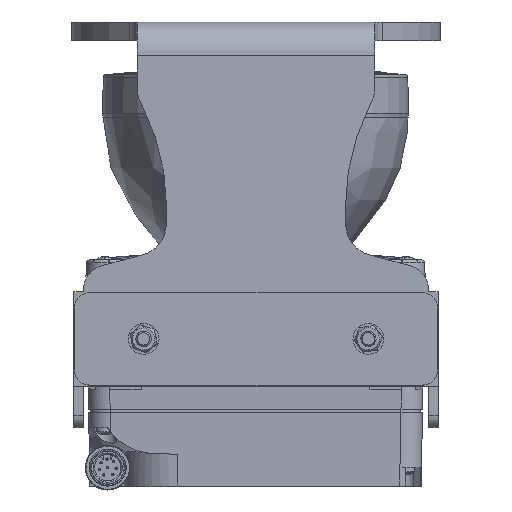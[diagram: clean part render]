
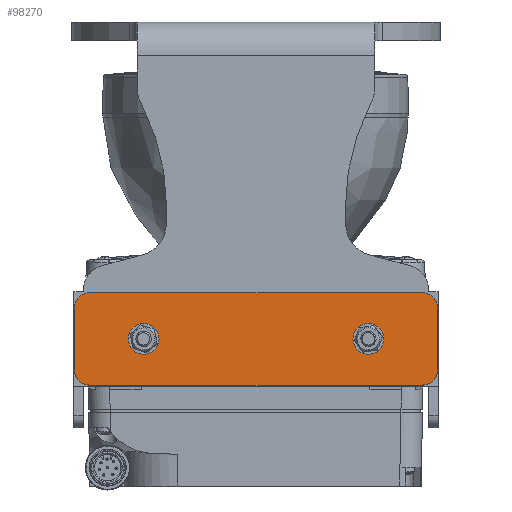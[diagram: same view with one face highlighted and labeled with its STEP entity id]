
A CAD part, top view. The second image highlights one B-rep face of the part: STEP entity #98270.
In plain terms, the highlighted face is planar.
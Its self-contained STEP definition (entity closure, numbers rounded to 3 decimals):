
#2155 = LINE ( 'NONE', #77037, #64182 ) ;
#2715 = DIRECTION ( 'NONE',  ( 0., -1., 0. ) ) ;
#2750 = DIRECTION ( 'NONE',  ( -1., 0., 0. ) ) ;
#3347 = ORIENTED_EDGE ( 'NONE', *, *, #59466, .T. ) ;
#3558 = CIRCLE ( 'NONE', #93231, 2.75 ) ;
#3881 = DIRECTION ( 'NONE',  ( 0., 0., 1. ) ) ;
#4525 = CARTESIAN_POINT ( 'NONE',  ( 54., 15., 15. ) ) ;
#6393 = DIRECTION ( 'NONE',  ( 0., 1., 0. ) ) ;
#11320 = CARTESIAN_POINT ( 'NONE',  ( 59., 15., 15. ) ) ;
#12690 = DIRECTION ( 'NONE',  ( 0., 0., -1. ) ) ;
#15962 = VERTEX_POINT ( 'NONE', #97179 ) ;
#16380 = EDGE_CURVE ( 'NONE', #58631, #48882, #80791, .T. ) ;
#19698 = CARTESIAN_POINT ( 'NONE',  ( 54., 15., -10. ) ) ;
#22195 = CARTESIAN_POINT ( 'NONE',  ( 59., 15., -15. ) ) ;
#22630 = DIRECTION ( 'NONE',  ( 0., 0., 1. ) ) ;
#22737 = ORIENTED_EDGE ( 'NONE', *, *, #23099, .F. ) ;
#23099 = EDGE_CURVE ( 'NONE', #38025, #62345, #79089, .T. ) ;
#26217 = CARTESIAN_POINT ( 'NONE',  ( -54., 15., -15. ) ) ;
#30205 = CIRCLE ( 'NONE', #87992, 5. ) ;
#30449 = CARTESIAN_POINT ( 'NONE',  ( -36.5, 15., -2.75 ) ) ;
#30657 = DIRECTION ( 'NONE',  ( 1., 0., 0. ) ) ;
#31141 = EDGE_CURVE ( 'NONE', #62345, #38025, #71903, .T. ) ;
#31325 = AXIS2_PLACEMENT_3D ( 'NONE', #36679, #73518, #65392 ) ;
#31625 = ORIENTED_EDGE ( 'NONE', *, *, #101795, .T. ) ;
#31982 = DIRECTION ( 'NONE',  ( 0., 1., 0. ) ) ;
#32126 = CARTESIAN_POINT ( 'NONE',  ( -59., 15., 10. ) ) ;
#32636 = CARTESIAN_POINT ( 'NONE',  ( 0., 15., 0. ) ) ;
#32869 = EDGE_LOOP ( 'NONE', ( #59369, #22737 ) ) ;
#34692 = CARTESIAN_POINT ( 'NONE',  ( -36.5, 15., 0. ) ) ;
#35593 = ORIENTED_EDGE ( 'NONE', *, *, #54756, .T. ) ;
#36567 = EDGE_LOOP ( 'NONE', ( #103284, #94358, #110972, #36893, #35593, #31625, #96448, #3347 ) ) ;
#36679 = CARTESIAN_POINT ( 'NONE',  ( -54., 15., 10. ) ) ;
#36893 = ORIENTED_EDGE ( 'NONE', *, *, #114097, .T. ) ;
#38025 = VERTEX_POINT ( 'NONE', #30449 ) ;
#40604 = VERTEX_POINT ( 'NONE', #26217 ) ;
#41037 = VECTOR ( 'NONE', #30657, 1000. ) ;
#43987 = VERTEX_POINT ( 'NONE', #71275 ) ;
#44486 = EDGE_LOOP ( 'NONE', ( #95945, #116214 ) ) ;
#45900 = CARTESIAN_POINT ( 'NONE',  ( -59., 15., -15. ) ) ;
#48046 = VECTOR ( 'NONE', #83969, 1000. ) ;
#48882 = VERTEX_POINT ( 'NONE', #63628 ) ;
#51896 = CARTESIAN_POINT ( 'NONE',  ( -36.5, 15., 0. ) ) ;
#52016 = DIRECTION ( 'NONE',  ( 0., 1., 0. ) ) ;
#52238 = VECTOR ( 'NONE', #60237, 1000. ) ;
#52514 = DIRECTION ( 'NONE',  ( 0., 1., 0. ) ) ;
#53801 = DIRECTION ( 'NONE',  ( 0., 0., 1. ) ) ;
#54019 = LINE ( 'NONE', #45900, #48046 ) ;
#54756 = EDGE_CURVE ( 'NONE', #65237, #60736, #97978, .T. ) ;
#57361 = EDGE_CURVE ( 'NONE', #103601, #122307, #3558, .T. ) ;
#57500 = CARTESIAN_POINT ( 'NONE',  ( 36.5, 15., -2.75 ) ) ;
#57781 = CIRCLE ( 'NONE', #105598, 5. ) ;
#58631 = VERTEX_POINT ( 'NONE', #117165 ) ;
#59202 = AXIS2_PLACEMENT_3D ( 'NONE', #72539, #6393, #53801 ) ;
#59369 = ORIENTED_EDGE ( 'NONE', *, *, #31141, .F. ) ;
#59466 = EDGE_CURVE ( 'NONE', #48882, #43987, #57781, .T. ) ;
#60237 = DIRECTION ( 'NONE',  ( 0., 0., -1. ) ) ;
#60736 = VERTEX_POINT ( 'NONE', #4525 ) ;
#61161 = CIRCLE ( 'NONE', #59202, 2.75 ) ;
#61781 = EDGE_CURVE ( 'NONE', #15962, #104121, #54019, .T. ) ;
#62345 = VERTEX_POINT ( 'NONE', #70614 ) ;
#63628 = CARTESIAN_POINT ( 'NONE',  ( 59., 15., -10. ) ) ;
#64182 = VECTOR ( 'NONE', #2750, 1000. ) ;
#65237 = VERTEX_POINT ( 'NONE', #86535 ) ;
#65392 = DIRECTION ( 'NONE',  ( 0., 0., -1. ) ) ;
#65760 = EDGE_CURVE ( 'NONE', #43987, #40604, #2155, .T. ) ;
#68053 = DIRECTION ( 'NONE',  ( 0., 1., 0. ) ) ;
#70614 = CARTESIAN_POINT ( 'NONE',  ( -36.5, 15., 2.75 ) ) ;
#71275 = CARTESIAN_POINT ( 'NONE',  ( 54., 15., -15. ) ) ;
#71903 = CIRCLE ( 'NONE', #111801, 2.75 ) ;
#71986 = DIRECTION ( 'NONE',  ( 0., 0., -1. ) ) ;
#72539 = CARTESIAN_POINT ( 'NONE',  ( 36.5, 15., 0. ) ) ;
#72746 = DIRECTION ( 'NONE',  ( 0., 1., 0. ) ) ;
#73518 = DIRECTION ( 'NONE',  ( 0., 1., 0. ) ) ;
#77037 = CARTESIAN_POINT ( 'NONE',  ( 59., 15., -15. ) ) ;
#77599 = AXIS2_PLACEMENT_3D ( 'NONE', #32636, #2715, #12690 ) ;
#78220 = FACE_BOUND ( 'NONE', #44486, .T. ) ;
#79089 = CIRCLE ( 'NONE', #97074, 2.75 ) ;
#80791 = LINE ( 'NONE', #22195, #52238 ) ;
#83969 = DIRECTION ( 'NONE',  ( 0., 0., 1. ) ) ;
#84481 = EDGE_CURVE ( 'NONE', #40604, #15962, #109269, .T. ) ;
#84924 = CARTESIAN_POINT ( 'NONE',  ( -54., 15., -10. ) ) ;
#86535 = CARTESIAN_POINT ( 'NONE',  ( -54., 15., 15. ) ) ;
#87992 = AXIS2_PLACEMENT_3D ( 'NONE', #91294, #52016, #71986 ) ;
#91192 = CARTESIAN_POINT ( 'NONE',  ( 36.5, 15., 0. ) ) ;
#91294 = CARTESIAN_POINT ( 'NONE',  ( 54., 15., 10. ) ) ;
#93118 = CIRCLE ( 'NONE', #31325, 5. ) ;
#93231 = AXIS2_PLACEMENT_3D ( 'NONE', #91192, #31982, #22630 ) ;
#94358 = ORIENTED_EDGE ( 'NONE', *, *, #84481, .T. ) ;
#94855 = CARTESIAN_POINT ( 'NONE',  ( 36.5, 15., 2.75 ) ) ;
#95773 = DIRECTION ( 'NONE',  ( 0., 0., -1. ) ) ;
#95945 = ORIENTED_EDGE ( 'NONE', *, *, #57361, .F. ) ;
#96448 = ORIENTED_EDGE ( 'NONE', *, *, #16380, .T. ) ;
#97074 = AXIS2_PLACEMENT_3D ( 'NONE', #34692, #72746, #121428 ) ;
#97179 = CARTESIAN_POINT ( 'NONE',  ( -59., 15., -10. ) ) ;
#97524 = PLANE ( 'NONE',  #77599 ) ;
#97978 = LINE ( 'NONE', #11320, #41037 ) ;
#98270 = ADVANCED_FACE ( 'NONE', ( #106309, #78220, #108130 ), #97524, .F. ) ;
#101795 = EDGE_CURVE ( 'NONE', #60736, #58631, #30205, .T. ) ;
#103284 = ORIENTED_EDGE ( 'NONE', *, *, #65760, .T. ) ;
#103601 = VERTEX_POINT ( 'NONE', #94855 ) ;
#104121 = VERTEX_POINT ( 'NONE', #32126 ) ;
#105598 = AXIS2_PLACEMENT_3D ( 'NONE', #19698, #106387, #95773 ) ;
#106309 = FACE_BOUND ( 'NONE', #32869, .T. ) ;
#106387 = DIRECTION ( 'NONE',  ( 0., 1., 0. ) ) ;
#108130 = FACE_OUTER_BOUND ( 'NONE', #36567, .T. ) ;
#109269 = CIRCLE ( 'NONE', #113290, 5. ) ;
#110972 = ORIENTED_EDGE ( 'NONE', *, *, #61781, .T. ) ;
#111801 = AXIS2_PLACEMENT_3D ( 'NONE', #51896, #52514, #3881 ) ;
#113290 = AXIS2_PLACEMENT_3D ( 'NONE', #84924, #68053, #123018 ) ;
#114097 = EDGE_CURVE ( 'NONE', #104121, #65237, #93118, .T. ) ;
#116058 = EDGE_CURVE ( 'NONE', #122307, #103601, #61161, .T. ) ;
#116214 = ORIENTED_EDGE ( 'NONE', *, *, #116058, .F. ) ;
#117165 = CARTESIAN_POINT ( 'NONE',  ( 59., 15., 10. ) ) ;
#121428 = DIRECTION ( 'NONE',  ( 0., 0., 1. ) ) ;
#122307 = VERTEX_POINT ( 'NONE', #57500 ) ;
#123018 = DIRECTION ( 'NONE',  ( 0., 0., -1. ) ) ;
